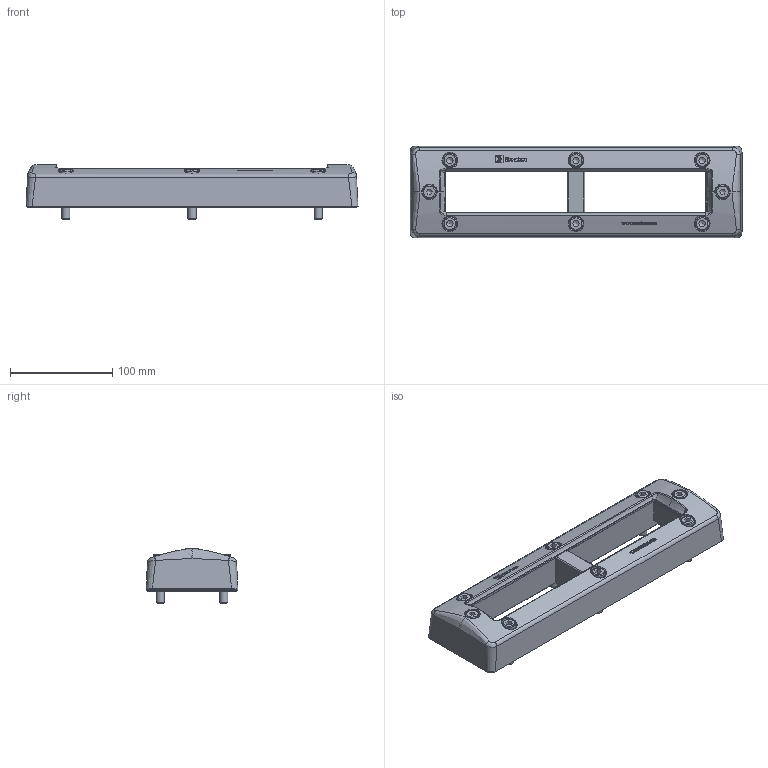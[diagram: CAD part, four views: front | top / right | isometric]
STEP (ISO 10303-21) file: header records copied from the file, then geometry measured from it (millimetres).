
FILE_DESCRIPTION((''),'2;1');
FILE_NAME('EzEntry 24.stp','2014-11-11T08:49:44',('se-emikul'),(''),'Autodesk Inventor 2013','Autodesk Inventor 2013','');
FILE_SCHEMA(('AUTOMOTIVE_DESIGN { 1 0 10303 214 1 1 1 1 }'));
Length unit declared in the file: millimetre
Products named in the file (1): EzEntry 24
Bounding box: 325 x 90 x 53.69 mm (x, y, z)
Volume: 372253.5 mm3; surface area: 241748.8 mm2
Topology: 18 solids, 18 shells, 4262 faces, 10408 edges, 6252 vertices
Faces by surface type: cylinder 1336, bspline 1275, plane 991, cone 240, torus 220, sphere 200
Full cylindrical faces by diameter (mm): 6.647 x2, 8 x8, 13 x8
Entity records: 214332 total; most frequent: CARTESIAN_POINT 122146, ORIENTED_EDGE 20400, DIRECTION 15068, EDGE_CURVE 10200, VERTEX_POINT 6154, AXIS2_PLACEMENT_3D 5782, EDGE_LOOP 4492, STYLED_ITEM 4280
